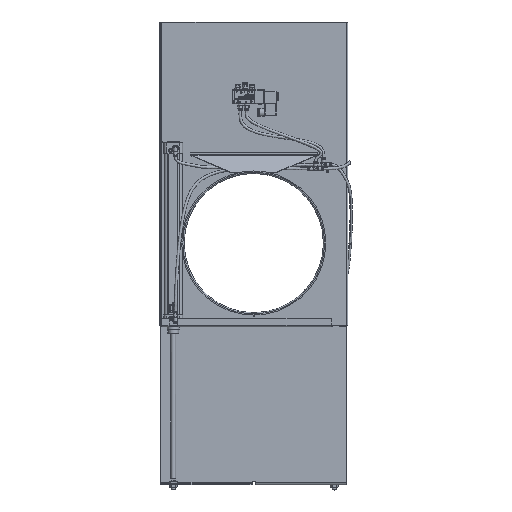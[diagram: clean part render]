
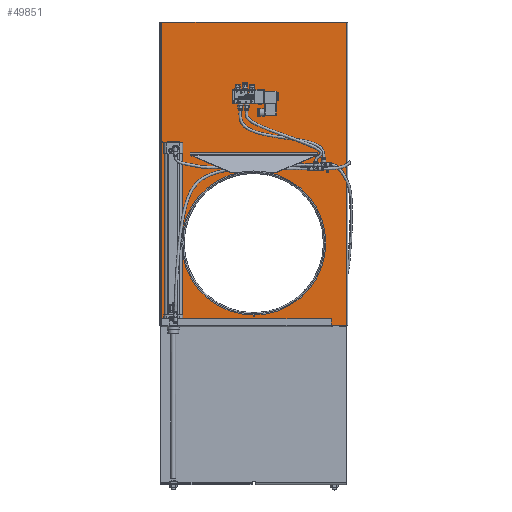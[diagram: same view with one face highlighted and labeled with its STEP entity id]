
A CAD part, top view. The second image highlights one B-rep face of the part: STEP entity #49851.
In plain terms, the highlighted planar face has unit normal (0, 0, 1).
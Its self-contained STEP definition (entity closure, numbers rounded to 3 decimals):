
#3708=PLANE('',#52848);
#5415=LINE('',#66310,#10284);
#5417=LINE('',#66317,#10286);
#5433=LINE('',#66354,#10302);
#5447=LINE('',#66390,#10316);
#10284=VECTOR('',#55762,463.);
#10286=VECTOR('',#55768,761.);
#10302=VECTOR('',#55808,463.);
#10316=VECTOR('',#55850,761.);
#15139=FACE_BOUND('',#18730,.T.);
#15140=FACE_BOUND('',#18731,.T.);
#15141=FACE_BOUND('',#18732,.T.);
#15142=FACE_BOUND('',#18733,.T.);
#15143=FACE_BOUND('',#18734,.T.);
#15767=FACE_OUTER_BOUND('',#18729,.T.);
#18729=EDGE_LOOP('',(#35238,#35239,#35240,#35241));
#18730=EDGE_LOOP('',(#35242));
#18731=EDGE_LOOP('',(#35243));
#18732=EDGE_LOOP('',(#35244));
#18733=EDGE_LOOP('',(#35245));
#18734=EDGE_LOOP('',(#35246));
#22172=CIRCLE('',#52770,3.);
#22174=CIRCLE('',#52773,3.);
#22176=CIRCLE('',#52776,1.5);
#22178=CIRCLE('',#52779,1.5);
#22186=CIRCLE('',#52806,176.);
#22797=VERTEX_POINT('',#66086);
#22799=VERTEX_POINT('',#66091);
#22801=VERTEX_POINT('',#66096);
#22803=VERTEX_POINT('',#66101);
#22835=VERTEX_POINT('',#66277);
#22842=VERTEX_POINT('',#66299);
#22843=VERTEX_POINT('',#66303);
#22846=VERTEX_POINT('',#66315);
#22855=VERTEX_POINT('',#66352);
#27717=EDGE_CURVE('',#22797,#22797,#22172,.T.);
#27719=EDGE_CURVE('',#22799,#22799,#22174,.T.);
#27721=EDGE_CURVE('',#22801,#22801,#22176,.T.);
#27723=EDGE_CURVE('',#22803,#22803,#22178,.T.);
#27772=EDGE_CURVE('',#22835,#22835,#22186,.T.);
#27788=EDGE_CURVE('',#22843,#22842,#5415,.T.);
#27791=EDGE_CURVE('',#22843,#22846,#5417,.T.);
#27810=EDGE_CURVE('',#22855,#22846,#5433,.T.);
#27828=EDGE_CURVE('',#22855,#22842,#5447,.T.);
#35238=ORIENTED_EDGE('',*,*,#27791,.T.);
#35239=ORIENTED_EDGE('',*,*,#27810,.F.);
#35240=ORIENTED_EDGE('',*,*,#27828,.T.);
#35241=ORIENTED_EDGE('',*,*,#27788,.F.);
#35242=ORIENTED_EDGE('',*,*,#27717,.T.);
#35243=ORIENTED_EDGE('',*,*,#27719,.T.);
#35244=ORIENTED_EDGE('',*,*,#27721,.T.);
#35245=ORIENTED_EDGE('',*,*,#27723,.T.);
#35246=ORIENTED_EDGE('',*,*,#27772,.T.);
#49851=ADVANCED_FACE('',(#15767,#15139,#15140,#15141,#15142,#15143),#3708,
 .T.);
#52770=AXIS2_PLACEMENT_3D('',#66087,#55617,#55618);
#52773=AXIS2_PLACEMENT_3D('',#66092,#55623,#55624);
#52776=AXIS2_PLACEMENT_3D('',#66097,#55629,#55630);
#52779=AXIS2_PLACEMENT_3D('',#66102,#55635,#55636);
#52806=AXIS2_PLACEMENT_3D('',#66278,#55724,#55725);
#52848=AXIS2_PLACEMENT_3D('',#66391,#55851,#55852);
#55617=DIRECTION('center_axis',(0.,0.,-1.));
#55618=DIRECTION('ref_axis',(1.,0.,0.));
#55623=DIRECTION('center_axis',(0.,0.,-1.));
#55624=DIRECTION('ref_axis',(1.,0.,0.));
#55629=DIRECTION('center_axis',(0.,0.,-1.));
#55630=DIRECTION('ref_axis',(1.,0.,0.));
#55635=DIRECTION('center_axis',(0.,0.,-1.));
#55636=DIRECTION('ref_axis',(1.,0.,0.));
#55724=DIRECTION('center_axis',(0.,0.,-1.));
#55725=DIRECTION('ref_axis',(1.,0.,0.));
#55762=DIRECTION('',(1.,0.,0.));
#55768=DIRECTION('',(0.,-1.,0.));
#55808=DIRECTION('',(-1.,0.,0.));
#55850=DIRECTION('',(0.,1.,0.));
#55851=DIRECTION('center_axis',(0.,0.,1.));
#55852=DIRECTION('ref_axis',(1.,0.,0.));
#66086=CARTESIAN_POINT('',(-181.,-5.5,2.));
#66087=CARTESIAN_POINT('Origin',(-184.,-5.5,2.));
#66091=CARTESIAN_POINT('',(189.,-5.5,2.));
#66092=CARTESIAN_POINT('Origin',(186.,-5.5,2.));
#66096=CARTESIAN_POINT('',(2.5,-8.,2.));
#66097=CARTESIAN_POINT('Origin',(1.,-8.,2.));
#66101=CARTESIAN_POINT('',(2.5,357.,2.));
#66102=CARTESIAN_POINT('Origin',(1.,357.,2.));
#66277=CARTESIAN_POINT('',(177.,174.5,2.));
#66278=CARTESIAN_POINT('Origin',(1.,174.5,2.));
#66299=CARTESIAN_POINT('',(231.5,380.5,2.));
#66303=CARTESIAN_POINT('',(-231.5,380.5,2.));
#66310=CARTESIAN_POINT('',(-235.5,380.5,2.));
#66315=CARTESIAN_POINT('',(-231.5,-380.5,2.));
#66317=CARTESIAN_POINT('',(-231.5,190.25,2.));
#66352=CARTESIAN_POINT('',(231.5,-380.5,2.));
#66354=CARTESIAN_POINT('',(235.5,-380.5,2.));
#66390=CARTESIAN_POINT('',(231.5,190.25,2.));
#66391=CARTESIAN_POINT('Origin',(0.,0.,
2.));
